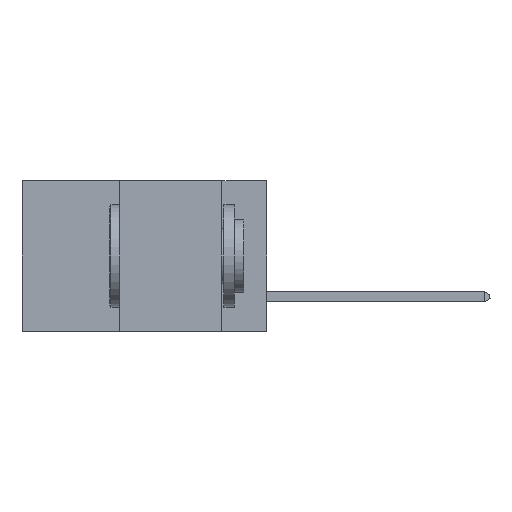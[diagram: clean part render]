
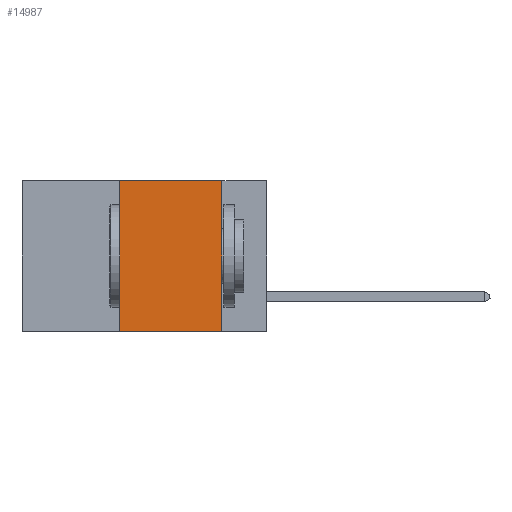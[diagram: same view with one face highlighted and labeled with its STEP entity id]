
A CAD part, left-side view. The second image highlights one B-rep face of the part: STEP entity #14987.
In plain terms, the highlighted planar face has unit normal (-1, 0, 0).
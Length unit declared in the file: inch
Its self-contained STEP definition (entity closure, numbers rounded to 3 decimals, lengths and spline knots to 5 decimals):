
#160 = DIRECTION ( 'NONE',  ( 0., 0., 1. ) ) ;
#351 = CARTESIAN_POINT ( 'NONE',  ( 0., 0.36, 0. ) ) ;
#851 = FACE_OUTER_BOUND ( 'NONE', #7642, .T. ) ;
#1609 = CARTESIAN_POINT ( 'NONE',  ( 0., 0.11, 0. ) ) ;
#3057 = DIRECTION ( 'NONE',  ( 0., -1., 0. ) ) ;
#3318 = AXIS2_PLACEMENT_3D ( 'NONE', #9906, #3587, #3730 ) ;
#3587 = DIRECTION ( 'NONE',  ( 1., 0., 0. ) ) ;
#3656 = PLANE ( 'NONE',  #3318 ) ;
#3730 = DIRECTION ( 'NONE',  ( 0., 0., -1. ) ) ;
#4703 = LINE ( 'NONE', #17104, #16094 ) ;
#6406 = VERTEX_POINT ( 'NONE', #14735 ) ;
#7642 = EDGE_LOOP ( 'NONE', ( #15860, #16255, #17215, #17922 ) ) ;
#9128 = VERTEX_POINT ( 'NONE', #10514 ) ;
#9250 = CARTESIAN_POINT ( 'NONE',  ( 0., 0.6, 0. ) ) ;
#9906 = CARTESIAN_POINT ( 'NONE',  ( 0., 0.6, 0. ) ) ;
#10176 = EDGE_CURVE ( 'NONE', #6406, #9128, #17146, .T. ) ;
#10514 = CARTESIAN_POINT ( 'NONE',  ( 0., 0.11, -0.37 ) ) ;
#11749 = EDGE_CURVE ( 'NONE', #16655, #14791, #4703, .T. ) ;
#12089 = LINE ( 'NONE', #13858, #15003 ) ;
#13858 = CARTESIAN_POINT ( 'NONE',  ( 0., 0.6, -0.37 ) ) ;
#14269 = DIRECTION ( 'NONE',  ( 0., -1., 0. ) ) ;
#14735 = CARTESIAN_POINT ( 'NONE',  ( 0., 0.11, 0. ) ) ;
#14791 = VERTEX_POINT ( 'NONE', #351 ) ;
#14987 = ADVANCED_FACE ( 'NONE', ( #851 ), #3656, .F. ) ;
#15003 = VECTOR ( 'NONE', #3057, 39.37008 ) ;
#15283 = VECTOR ( 'NONE', #14269, 39.37008 ) ;
#15860 = ORIENTED_EDGE ( 'NONE', *, *, #10176, .F. ) ;
#16094 = VECTOR ( 'NONE', #160, 39.37008 ) ;
#16255 = ORIENTED_EDGE ( 'NONE', *, *, #18290, .F. ) ;
#16655 = VERTEX_POINT ( 'NONE', #16909 ) ;
#16909 = CARTESIAN_POINT ( 'NONE',  ( 0., 0.36, -0.37 ) ) ;
#17104 = CARTESIAN_POINT ( 'NONE',  ( 0., 0.36, 0. ) ) ;
#17146 = LINE ( 'NONE', #1609, #19814 ) ;
#17215 = ORIENTED_EDGE ( 'NONE', *, *, #11749, .F. ) ;
#17922 = ORIENTED_EDGE ( 'NONE', *, *, #19341, .T. ) ;
#18290 = EDGE_CURVE ( 'NONE', #14791, #6406, #18911, .T. ) ;
#18697 = DIRECTION ( 'NONE',  ( 0., 0., -1. ) ) ;
#18911 = LINE ( 'NONE', #9250, #15283 ) ;
#19341 = EDGE_CURVE ( 'NONE', #16655, #9128, #12089, .T. ) ;
#19814 = VECTOR ( 'NONE', #18697, 39.37008 ) ;
